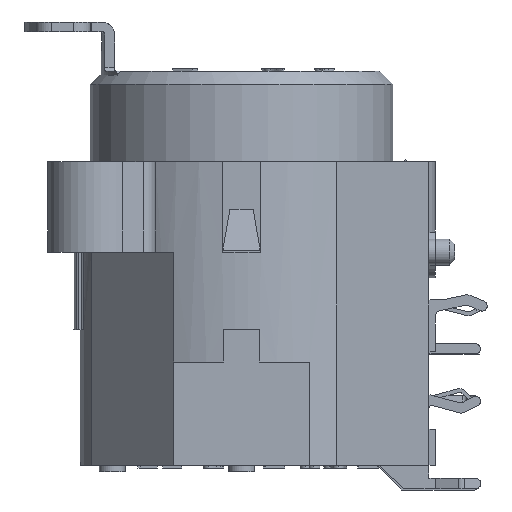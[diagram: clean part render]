
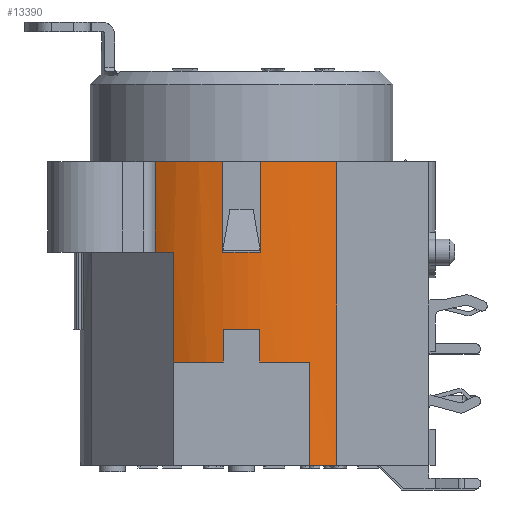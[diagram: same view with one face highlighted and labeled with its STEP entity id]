
A CAD part, left-side view. The second image highlights one B-rep face of the part: STEP entity #13390.
In plain terms, the highlighted cylindrical face has radius 13 mm (diameter 26 mm), a partial arc.
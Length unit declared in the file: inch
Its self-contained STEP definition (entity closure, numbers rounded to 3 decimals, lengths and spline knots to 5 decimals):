
#633=CYLINDRICAL_SURFACE('',#14177,0.51181);
#835=FACE_OUTER_BOUND('',#1550,.T.);
#1550=EDGE_LOOP('',(#8596,#8597,#8598,#8599,#8600,#8601,#8602,#8603,#8604,
#8605,#8606,#8607,#8608,#8609,#8610,#8611));
#2445=LINE('',#18107,#3765);
#2446=LINE('',#18111,#3766);
#2447=LINE('',#18115,#3767);
#2448=LINE('',#18119,#3768);
#2449=LINE('',#18123,#3769);
#2450=LINE('',#18127,#3770);
#2451=LINE('',#18131,#3771);
#2452=LINE('',#18134,#3772);
#3765=VECTOR('',#15185,0.3937);
#3766=VECTOR('',#15188,0.3937);
#3767=VECTOR('',#15191,0.3937);
#3768=VECTOR('',#15194,0.3937);
#3769=VECTOR('',#15197,0.3937);
#3770=VECTOR('',#15200,0.3937);
#3771=VECTOR('',#15203,0.3937);
#3772=VECTOR('',#15206,0.3937);
#4973=CIRCLE('',#14178,0.51181);
#4974=CIRCLE('',#14179,0.51181);
#4975=CIRCLE('',#14180,0.51181);
#4976=CIRCLE('',#14181,0.51181);
#4977=CIRCLE('',#14182,0.51181);
#4978=CIRCLE('',#14183,0.51181);
#4979=CIRCLE('',#14184,0.51181);
#4980=CIRCLE('',#14185,0.51181);
#5314=VERTEX_POINT('',#18103);
#5315=VERTEX_POINT('',#18104);
#5316=VERTEX_POINT('',#18106);
#5317=VERTEX_POINT('',#18108);
#5318=VERTEX_POINT('',#18110);
#5319=VERTEX_POINT('',#18112);
#5320=VERTEX_POINT('',#18114);
#5321=VERTEX_POINT('',#18116);
#5322=VERTEX_POINT('',#18118);
#5323=VERTEX_POINT('',#18120);
#5324=VERTEX_POINT('',#18122);
#5325=VERTEX_POINT('',#18124);
#5326=VERTEX_POINT('',#18126);
#5327=VERTEX_POINT('',#18128);
#5328=VERTEX_POINT('',#18130);
#5329=VERTEX_POINT('',#18132);
#6626=EDGE_CURVE('',#5314,#5315,#4973,.T.);
#6627=EDGE_CURVE('',#5315,#5316,#2445,.T.);
#6628=EDGE_CURVE('',#5316,#5317,#4974,.T.);
#6629=EDGE_CURVE('',#5317,#5318,#2446,.T.);
#6630=EDGE_CURVE('',#5318,#5319,#4975,.T.);
#6631=EDGE_CURVE('',#5320,#5319,#2447,.T.);
#6632=EDGE_CURVE('',#5321,#5320,#4976,.T.);
#6633=EDGE_CURVE('',#5321,#5322,#2448,.T.);
#6634=EDGE_CURVE('',#5322,#5323,#4977,.T.);
#6635=EDGE_CURVE('',#5323,#5324,#2449,.T.);
#6636=EDGE_CURVE('',#5325,#5324,#4978,.T.);
#6637=EDGE_CURVE('',#5325,#5326,#2450,.T.);
#6638=EDGE_CURVE('',#5326,#5327,#4979,.T.);
#6639=EDGE_CURVE('',#5327,#5328,#2451,.T.);
#6640=EDGE_CURVE('',#5328,#5329,#4980,.T.);
#6641=EDGE_CURVE('',#5329,#5314,#2452,.T.);
#8596=ORIENTED_EDGE('',*,*,#6626,.T.);
#8597=ORIENTED_EDGE('',*,*,#6627,.T.);
#8598=ORIENTED_EDGE('',*,*,#6628,.T.);
#8599=ORIENTED_EDGE('',*,*,#6629,.T.);
#8600=ORIENTED_EDGE('',*,*,#6630,.T.);
#8601=ORIENTED_EDGE('',*,*,#6631,.F.);
#8602=ORIENTED_EDGE('',*,*,#6632,.F.);
#8603=ORIENTED_EDGE('',*,*,#6633,.T.);
#8604=ORIENTED_EDGE('',*,*,#6634,.T.);
#8605=ORIENTED_EDGE('',*,*,#6635,.T.);
#8606=ORIENTED_EDGE('',*,*,#6636,.F.);
#8607=ORIENTED_EDGE('',*,*,#6637,.T.);
#8608=ORIENTED_EDGE('',*,*,#6638,.T.);
#8609=ORIENTED_EDGE('',*,*,#6639,.T.);
#8610=ORIENTED_EDGE('',*,*,#6640,.T.);
#8611=ORIENTED_EDGE('',*,*,#6641,.T.);
#13390=ADVANCED_FACE('',(#835),#633,.T.);
#14177=AXIS2_PLACEMENT_3D('',#18102,#15181,#15182);
#14178=AXIS2_PLACEMENT_3D('',#18105,#15183,#15184);
#14179=AXIS2_PLACEMENT_3D('',#18109,#15186,#15187);
#14180=AXIS2_PLACEMENT_3D('',#18113,#15189,#15190);
#14181=AXIS2_PLACEMENT_3D('',#18117,#15192,#15193);
#14182=AXIS2_PLACEMENT_3D('',#18121,#15195,#15196);
#14183=AXIS2_PLACEMENT_3D('',#18125,#15198,#15199);
#14184=AXIS2_PLACEMENT_3D('',#18129,#15201,#15202);
#14185=AXIS2_PLACEMENT_3D('',#18133,#15204,#15205);
#15181=DIRECTION('center_axis',(0.,0.,1.));
#15182=DIRECTION('ref_axis',(-1.,0.,0.));
#15183=DIRECTION('center_axis',(0.,0.,-1.));
#15184=DIRECTION('ref_axis',(0.859,-0.513,0.));
#15185=DIRECTION('',(0.,0.,-1.));
#15186=DIRECTION('center_axis',(0.,0.,
-1.));
#15187=DIRECTION('ref_axis',(-1.,0.,0.));
#15188=DIRECTION('',(0.,0.,1.));
#15189=DIRECTION('center_axis',(0.,0.,-1.));
#15190=DIRECTION('ref_axis',(0.859,-0.513,0.));
#15191=DIRECTION('',(0.,0.,1.));
#15192=DIRECTION('center_axis',(0.,0.,-1.));
#15193=DIRECTION('ref_axis',(0.859,-0.513,0.));
#15194=DIRECTION('',(0.,0.,-1.));
#15195=DIRECTION('center_axis',(0.,0.,
1.));
#15196=DIRECTION('ref_axis',(-0.823,-0.568,0.));
#15197=DIRECTION('',(0.,0.,1.));
#15198=DIRECTION('center_axis',(0.,0.,-1.));
#15199=DIRECTION('ref_axis',(-1.,0.,0.));
#15200=DIRECTION('',(0.,0.,-1.));
#15201=DIRECTION('center_axis',(0.,0.,
1.));
#15202=DIRECTION('ref_axis',(-0.823,-0.568,0.));
#15203=DIRECTION('',(0.,0.,-1.));
#15204=DIRECTION('center_axis',(0.,0.,
1.));
#15205=DIRECTION('ref_axis',(-0.823,-0.568,0.));
#15206=DIRECTION('',(0.,0.,1.));
#18102=CARTESIAN_POINT('Origin',(0.01392,0.05329,0.));
#18103=CARTESIAN_POINT('',(-0.40734,-0.23739,0.51181));
#18104=CARTESIAN_POINT('',(-0.49447,-0.00577,0.51181));
#18105=CARTESIAN_POINT('Origin',(0.01392,0.05329,0.51181));
#18106=CARTESIAN_POINT('',(-0.49447,-0.00577,0.23622));
#18107=CARTESIAN_POINT('',(-0.49447,-0.00577,0.));
#18108=CARTESIAN_POINT('',(-0.49447,0.11234,0.23622));
#18109=CARTESIAN_POINT('Origin',(0.01392,0.05329,0.23622));
#18110=CARTESIAN_POINT('',(-0.49447,0.11234,0.51181));
#18111=CARTESIAN_POINT('',(-0.49447,0.11234,0.));
#18112=CARTESIAN_POINT('',(-0.42555,0.31562,0.51181));
#18113=CARTESIAN_POINT('Origin',(0.01392,0.05329,0.51181));
#18114=CARTESIAN_POINT('',(-0.42555,0.31562,0.23622));
#18115=CARTESIAN_POINT('',(-0.42555,0.31562,0.23622));
#18116=CARTESIAN_POINT('',(-0.45458,0.25933,0.23622));
#18117=CARTESIAN_POINT('Origin',(0.01392,0.05329,0.23622));
#18118=CARTESIAN_POINT('',(-0.45458,0.25933,-0.09843));
#18119=CARTESIAN_POINT('',(-0.45458,0.25933,0.));
#18120=CARTESIAN_POINT('',(-0.49491,0.1084,-0.09843));
#18121=CARTESIAN_POINT('Origin',(0.01392,0.05329,
-0.09843));
#18122=CARTESIAN_POINT('',(-0.49491,0.1084,0.));
#18123=CARTESIAN_POINT('',(-0.49491,0.1084,-0.20669));
#18124=CARTESIAN_POINT('',(-0.49491,-0.00183,0.));
#18125=CARTESIAN_POINT('Origin',(0.01392,0.05329,0.));
#18126=CARTESIAN_POINT('',(-0.49491,-0.00183,-0.09843));
#18127=CARTESIAN_POINT('',(-0.49491,-0.00183,-0.20669));
#18128=CARTESIAN_POINT('',(-0.45458,-0.15276,-0.09843));
#18129=CARTESIAN_POINT('Origin',(0.01392,0.05329,
-0.09843));
#18130=CARTESIAN_POINT('',(-0.45458,-0.15276,-0.41339));
#18131=CARTESIAN_POINT('',(-0.45458,-0.15276,-0.20669));
#18132=CARTESIAN_POINT('',(-0.40734,-0.23739,-0.41339));
#18133=CARTESIAN_POINT('Origin',(0.01392,0.05329,
-0.41339));
#18134=CARTESIAN_POINT('',(-0.40734,-0.23739,0.23622));
